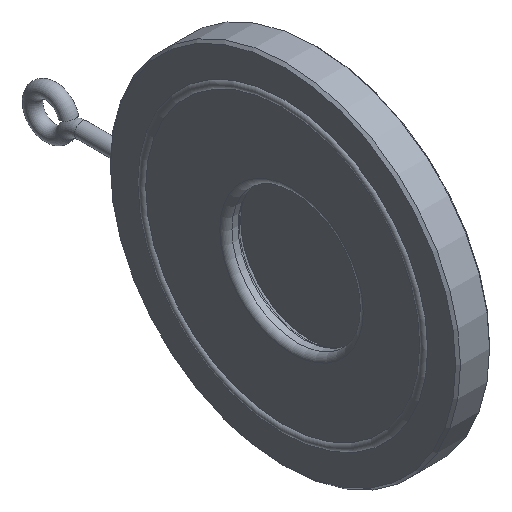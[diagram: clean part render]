
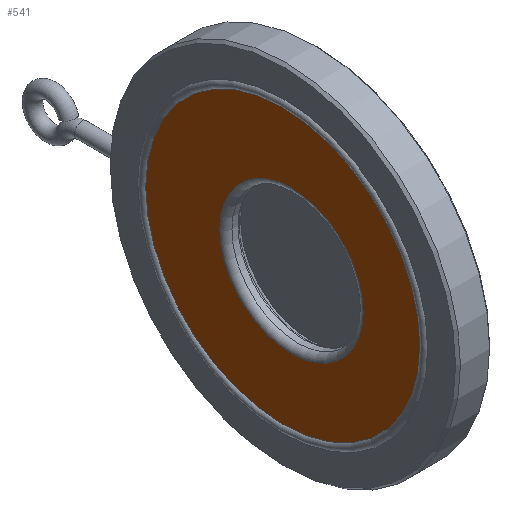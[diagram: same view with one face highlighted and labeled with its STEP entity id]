
A CAD part, isometric view. The second image highlights one B-rep face of the part: STEP entity #541.
In plain terms, the highlighted planar face has unit normal (-1, 0, 0).
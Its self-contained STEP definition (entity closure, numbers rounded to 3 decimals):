
#510=CARTESIAN_POINT('',(-7.,26.,0.));
#511=VERTEX_POINT('',#510);
#512=CARTESIAN_POINT('',(-7.,-3.5,0.0));
#513=DIRECTION('',(-1.0,0.0,0.0));
#514=DIRECTION('',(0.0,-1.0,0.0));
#515=AXIS2_PLACEMENT_3D('',#512,#513,#514);
#516=CIRCLE('',#515,29.5);
#517=EDGE_CURVE('',#511,#511,#516,.T.);
#522=CARTESIAN_POINT('',(-7.,28.235,0.0));
#523=DIRECTION('',(-1.0,0.0,0.0));
#524=DIRECTION('',(0.0,0.0,1.0));
#525=AXIS2_PLACEMENT_3D('',#522,#523,#524);
#526=PLANE('',#525);
#527=CARTESIAN_POINT('',(-7.,56.47,0.0));
#528=VERTEX_POINT('',#527);
#529=CARTESIAN_POINT('',(-7.,0.0,0.0));
#530=DIRECTION('',(1.0,0.0,0.0));
#531=DIRECTION('',(0.0,1.0,0.0));
#532=AXIS2_PLACEMENT_3D('',#529,#530,#531);
#533=CIRCLE('',#532,56.47);
#534=EDGE_CURVE('',#528,#528,#533,.T.);
#535=ORIENTED_EDGE('',*,*,#534,.F.);
#536=EDGE_LOOP('',(#535));
#537=FACE_OUTER_BOUND('',#536,.T.);
#538=ORIENTED_EDGE('',*,*,#517,.F.);
#539=EDGE_LOOP('',(#538));
#540=FACE_BOUND('',#539,.T.);
#541=ADVANCED_FACE('',(#537,#540),#526,.T.);
